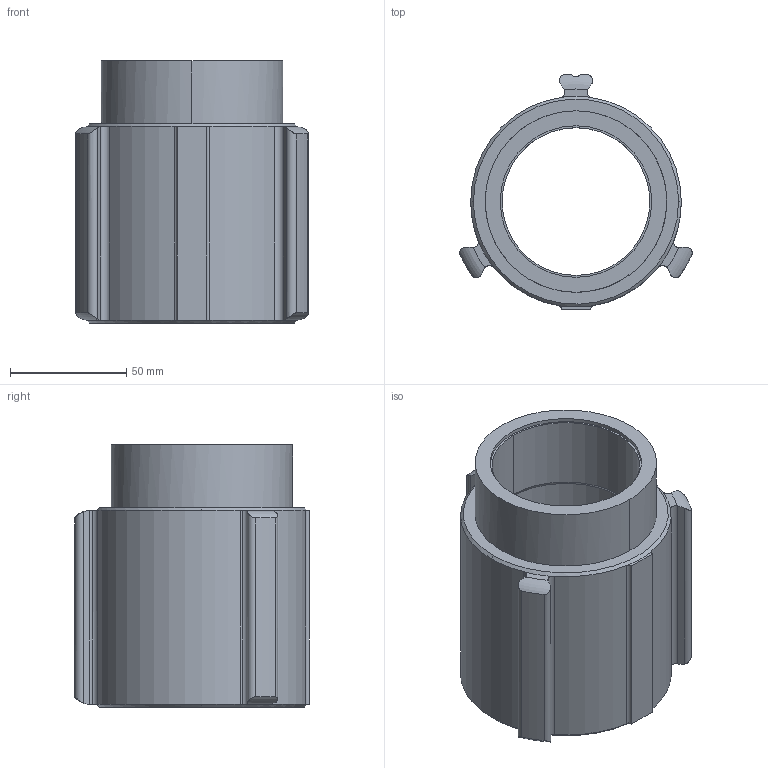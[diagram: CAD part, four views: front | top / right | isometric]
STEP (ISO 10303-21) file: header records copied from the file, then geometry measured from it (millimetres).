
FILE_DESCRIPTION (( 'STEP AP214' ), '1' );
FILE_NAME ('282-Add.STEP', '2011-07-01T15:30:36', ( 'IDS-3' ), ( '' ), 'SwSTEP 2.0', 'SolidWorks 2011', '' );
FILE_SCHEMA (( 'AUTOMOTIVE_DESIGN' ));
Length unit declared in the file: inch
Products named in the file (3): Products.Stream Shapers-282-ABody-Stream Shaper (282-A) 2.5 x 2.51617000130NULL; Products.Stream Shapers-282-A2.5 x 2.5 Stream Shaper (Alum)282-A90NULL; 282-Add
Assembly tree (2 placements, depth 3):
  282-Add
    Products.Stream Shapers-282-A2.5 x 2.5 Stream Shaper (Alum)282-A90NULL
      Products.Stream Shapers-282-ABody-Stream Shaper (282-A) 2.5 x 2.51617000130NULL
Bounding box: 99.88 x 100.98 x 112.71 mm (x, y, z)
Volume: 278997.3 mm3; surface area: 67620.2 mm2
Topology: 1 solids, 1 shells, 76 faces, 212 edges, 142 vertices
Faces by surface type: cylinder 37, plane 23, cone 6, torus 6, bspline 4
Entity records: 4304 total; most frequent: CARTESIAN_POINT 2452, ORIENTED_EDGE 424, DIRECTION 286, EDGE_CURVE 212, VERTEX_POINT 142, B_SPLINE_CURVE_WITH_KNOTS 116, AXIS2_PLACEMENT_3D 112, EDGE_LOOP 82
